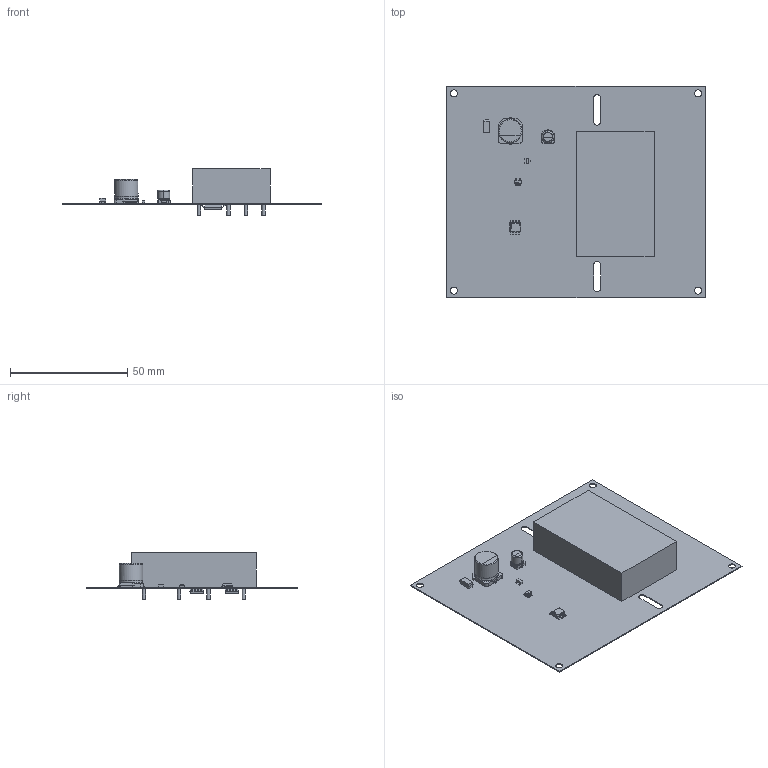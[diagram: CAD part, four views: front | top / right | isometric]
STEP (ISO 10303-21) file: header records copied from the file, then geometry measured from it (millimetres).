
FILE_DESCRIPTION(('Open CASCADE Model'),'2;1');
FILE_NAME('Open CASCADE Shape Model','2024-01-08T15:33:57',('Author'),( 'Open CASCADE'),'Open CASCADE STEP processor 7.5','Open CASCADE 7.5' ,'Unknown');
FILE_SCHEMA(('AUTOMOTIVE_DESIGN { 1 0 10303 214 1 1 1 1 }'));
Length unit declared in the file: millimetre
Products named in the file (45): PCB; Board; Open CASCADE STEP translator 7.5 1.1.1; U4; 6309347056; Body; PinsArrayLR; U3; U2; IC_Texas_Instruments_ISO7220ADR_eec; IC_BODY; circle; IC_LEG; Texas Instruments; IC_LEG_MIR8; U1; IC_Texas_Instruments_SN65LVDT2DBVT_eec; BODY-SOT; LEAD-SOT; Texas Logo Yury; Texas Logo Yury - Copy; Q1; 6295472912; Extruded; 6295472672; K2; 6309359136; Leads; D1; RS1A-E3_61T; FilletPin1; FilletPin2; C15; EEH-ZT1H101P; 標準品ケースΦ10x9.3L SIDE CODE G; 標準品座版Φ10 SIZE CODE G; 標準品リード線Φ10 SIZE CODE G; C12; EEH-ZA1E220R; WSIZE CODE C-001 ...
Assembly tree (72 placements, depth 4):
  PCB
    Board
      Open CASCADE STEP translator 7.5 1.1.1
    U4
      6309347056
        Body
        PinsArrayLR
    U3
      6309347056
        Body
        PinsArrayLR
    U2
      IC_Texas_Instruments_ISO7220ADR_eec
        IC_BODY
        circle
        IC_LEG  x4
        Texas Instruments
        IC_LEG_MIR8  x4
    U1
      IC_Texas_Instruments_SN65LVDT2DBVT_eec
        BODY-SOT
        LEAD-SOT  x5
        Texas Logo Yury
        Texas Logo Yury - Copy
    Q1
      6295472912  x3
        Extruded
      6295472672
        Extruded
    K2
      6309359136
        Body
        Leads  x14
    D1
      RS1A-E3_61T
        Body
        FilletPin1
        FilletPin2
    C15
      EEH-ZT1H101P
        標準品ケースΦ10x9.3L SIDE CODE G
        標準品座版Φ10 SIZE CODE G
        標準品リード線Φ10 SIZE CODE G  x2
    C12
      EEH-ZA1E220R
        WSIZE CODE C-001
        WSIZE CODE C-002
        WSIZE CODE C-003  x2
Bounding box: 110 x 90 x 19.9 mm (x, y, z)
Volume: 32744.8 mm3; surface area: 32148.3 mm2
Topology: 283 solids, 283 shells, 2207 faces, 4818 edges, 3174 vertices
Faces by surface type: plane 1431, cylinder 411, bspline 332, sphere 25, torus 8
Full cylindrical faces by diameter (mm): 0.4 x1, 0.938 x2, 1.1 x2, 1.2 x2, 1.4 x196, 3 x4, 10 x2
Entity records: 45389 total; most frequent: CARTESIAN_POINT 12178, ORIENTED_EDGE 6996, DIRECTION 5372, EDGE_CURVE 3498, LINE 2484, VECTOR 2484, VERTEX_POINT 2303, AXIS2_PLACEMENT_3D 1444
